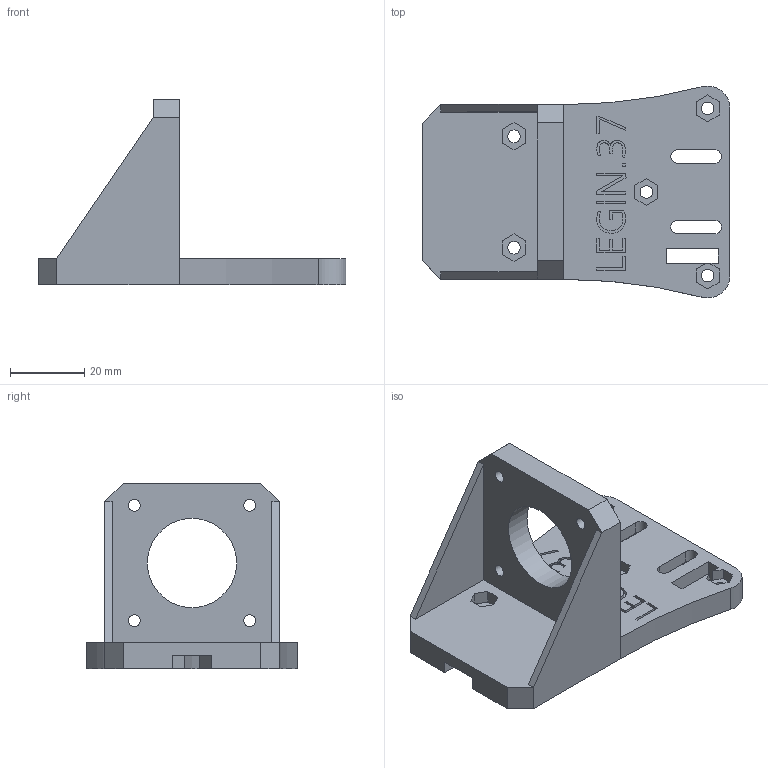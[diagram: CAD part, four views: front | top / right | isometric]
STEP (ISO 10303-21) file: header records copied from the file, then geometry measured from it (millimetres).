
FILE_DESCRIPTION(('FreeCAD Model'),'2;1');
FILE_NAME( 'soporte motor Y.step', '2018-02-12T08:16:38',('Author'),(''), 'Open CASCADE STEP processor 6.8','FreeCAD','Unknown');
FILE_SCHEMA(('AUTOMOTIVE_DESIGN_CC2 { 1 2 10303 214 -1 1 5 4 }'));
Length unit declared in the file: millimetre
Products named in the file (2): ASSEMBLY; Soporte_Motor_Y
Assembly tree (1 placements, depth 2):
  ASSEMBLY
    Soporte_Motor_Y
Bounding box: 82.85 x 56.97 x 50 mm (x, y, z)
Volume: 37040.7 mm3; surface area: 17950.3 mm2
Topology: 1 solids, 1 shells, 216 faces, 583 edges, 386 vertices
Faces by surface type: plane 150, extrusion 40, cylinder 26
Full cylindrical faces by diameter (mm): 3.2 x4, 3.4 x5, 7 x4, 24 x1
Entity records: 16000 total; most frequent: CARTESIAN_POINT 2970, DIRECTION 1980, VECTOR 1500, LINE 1460, ORIENTED_EDGE 1166, PCURVE 1166, DEFINITIONAL_REPRESENTATION 1166, EDGE_CURVE 583
